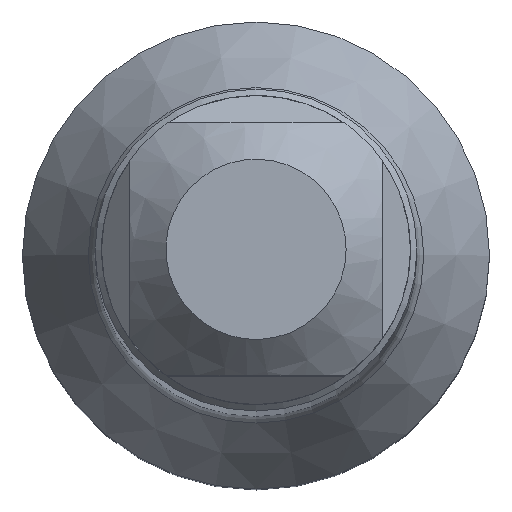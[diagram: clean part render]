
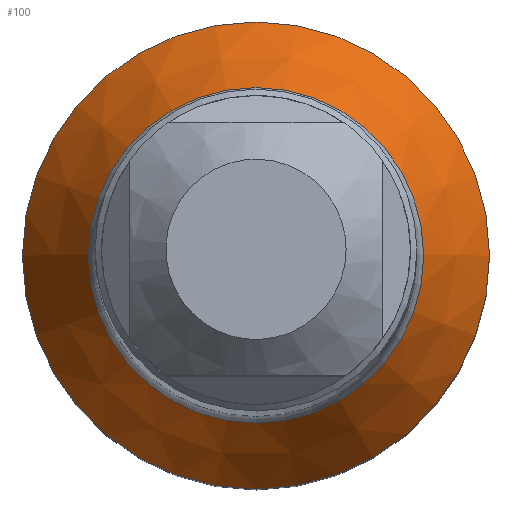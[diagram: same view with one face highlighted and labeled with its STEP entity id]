
A CAD part, top view. The second image highlights one B-rep face of the part: STEP entity #100.
In plain terms, the highlighted conical face has half-angle 30 degrees and reference radius 3.5 mm.
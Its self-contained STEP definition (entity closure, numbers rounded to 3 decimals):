
#95=CONICAL_SURFACE('',#356,3.5,30.);
#100=ADVANCED_FACE('',(#124,#125),#95,.T.);
#124=FACE_BOUND('',#140,.T.);
#125=FACE_BOUND('',#141,.T.);
#140=EDGE_LOOP('',(#168));
#141=EDGE_LOOP('',(#169));
#168=ORIENTED_EDGE('',*,*,#259,.T.);
#169=ORIENTED_EDGE('',*,*,#260,.F.);
#234=VERTEX_POINT('',#511);
#235=VERTEX_POINT('',#513);
#259=EDGE_CURVE('',#234,#234,#292,.T.);
#260=EDGE_CURVE('',#235,#235,#293,.T.);
#292=CIRCLE('',#354,3.647);
#293=CIRCLE('',#355,5.078);
#354=AXIS2_PLACEMENT_3D('',#510,#402,#403);
#355=AXIS2_PLACEMENT_3D('',#512,#404,#405);
#356=AXIS2_PLACEMENT_3D('',#514,#406,#407);
#402=DIRECTION('',(0.,0.,-1.));
#403=DIRECTION('',(-1.,0.,0.));
#404=DIRECTION('',(0.,0.,-1.));
#405=DIRECTION('',(-1.,0.,0.));
#406=DIRECTION('',(0.,0.,-1.));
#407=DIRECTION('',(-1.,0.,0.));
#510=CARTESIAN_POINT('',(0.,0.,-74.522));
#511=CARTESIAN_POINT('',(-3.647,0.,-74.522));
#512=CARTESIAN_POINT('',(0.,0.,-77.));
#513=CARTESIAN_POINT('',(-5.078,0.,-77.));
#514=CARTESIAN_POINT('',(0.,0.,-74.267));
